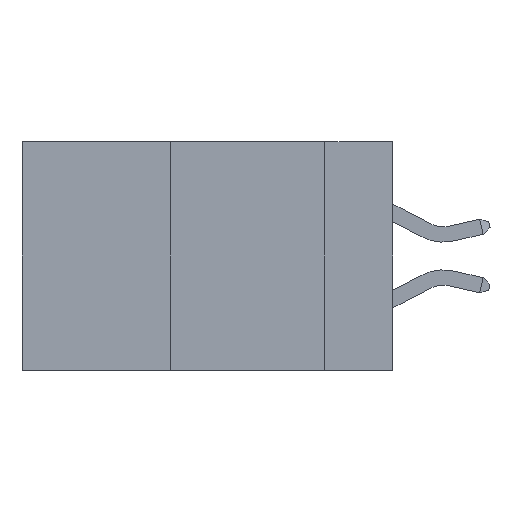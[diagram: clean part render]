
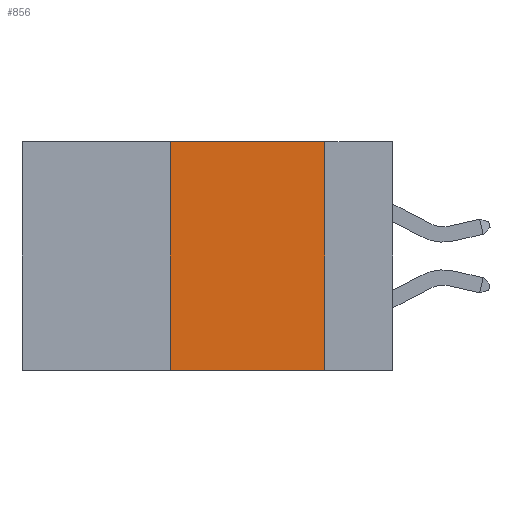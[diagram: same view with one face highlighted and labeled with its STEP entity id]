
A CAD part, left-side view. The second image highlights one B-rep face of the part: STEP entity #856.
In plain terms, the highlighted planar face has unit normal (-1, 0, 0).
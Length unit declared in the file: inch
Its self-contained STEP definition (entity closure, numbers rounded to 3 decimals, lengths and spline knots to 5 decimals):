
#99 = LINE ( 'NONE', #21756, #4860 ) ;
#856 = ADVANCED_FACE ( 'NONE', ( #18118 ), #6588, .F. ) ;
#2294 = CARTESIAN_POINT ( 'NONE',  ( 0., 0.36, -0.37 ) ) ;
#3189 = ORIENTED_EDGE ( 'NONE', *, *, #17501, .F. ) ;
#3504 = EDGE_CURVE ( 'NONE', #11697, #16629, #7103, .T. ) ;
#4860 = VECTOR ( 'NONE', #23557, 39.37008 ) ;
#5874 = EDGE_CURVE ( 'NONE', #12567, #16629, #99, .T. ) ;
#6588 = PLANE ( 'NONE',  #14476 ) ;
#7103 = LINE ( 'NONE', #17225, #17093 ) ;
#7631 = CARTESIAN_POINT ( 'NONE',  ( 0., 0.36, 0. ) ) ;
#8587 = DIRECTION ( 'NONE',  ( 0., -1., 0. ) ) ;
#9047 = LINE ( 'NONE', #10726, #15299 ) ;
#9172 = CARTESIAN_POINT ( 'NONE',  ( 0., 0.6, 0. ) ) ;
#9765 = ORIENTED_EDGE ( 'NONE', *, *, #13574, .F. ) ;
#10153 = CARTESIAN_POINT ( 'NONE',  ( 0., 0.11, 0. ) ) ;
#10726 = CARTESIAN_POINT ( 'NONE',  ( 0., 0.36, 0. ) ) ;
#11230 = LINE ( 'NONE', #9172, #25018 ) ;
#11697 = VERTEX_POINT ( 'NONE', #2294 ) ;
#12484 = CARTESIAN_POINT ( 'NONE',  ( 0., 0.6, 0. ) ) ;
#12567 = VERTEX_POINT ( 'NONE', #10153 ) ;
#13574 = EDGE_CURVE ( 'NONE', #11697, #16216, #9047, .T. ) ;
#14395 = DIRECTION ( 'NONE',  ( 0., 0., -1. ) ) ;
#14476 = AXIS2_PLACEMENT_3D ( 'NONE', #12484, #23999, #14395 ) ;
#14916 = DIRECTION ( 'NONE',  ( 0., -1., 0. ) ) ;
#15299 = VECTOR ( 'NONE', #18525, 39.37008 ) ;
#16216 = VERTEX_POINT ( 'NONE', #7631 ) ;
#16629 = VERTEX_POINT ( 'NONE', #16822 ) ;
#16822 = CARTESIAN_POINT ( 'NONE',  ( 0., 0.11, -0.37 ) ) ;
#17023 = EDGE_LOOP ( 'NONE', ( #25269, #3189, #9765, #24122 ) ) ;
#17093 = VECTOR ( 'NONE', #14916, 39.37008 ) ;
#17225 = CARTESIAN_POINT ( 'NONE',  ( 0., 0.6, -0.37 ) ) ;
#17501 = EDGE_CURVE ( 'NONE', #16216, #12567, #11230, .T. ) ;
#18118 = FACE_OUTER_BOUND ( 'NONE', #17023, .T. ) ;
#18525 = DIRECTION ( 'NONE',  ( 0., 0., 1. ) ) ;
#21756 = CARTESIAN_POINT ( 'NONE',  ( 0., 0.11, 0. ) ) ;
#23557 = DIRECTION ( 'NONE',  ( 0., 0., -1. ) ) ;
#23999 = DIRECTION ( 'NONE',  ( 1., 0., 0. ) ) ;
#24122 = ORIENTED_EDGE ( 'NONE', *, *, #3504, .T. ) ;
#25018 = VECTOR ( 'NONE', #8587, 39.37008 ) ;
#25269 = ORIENTED_EDGE ( 'NONE', *, *, #5874, .F. ) ;
